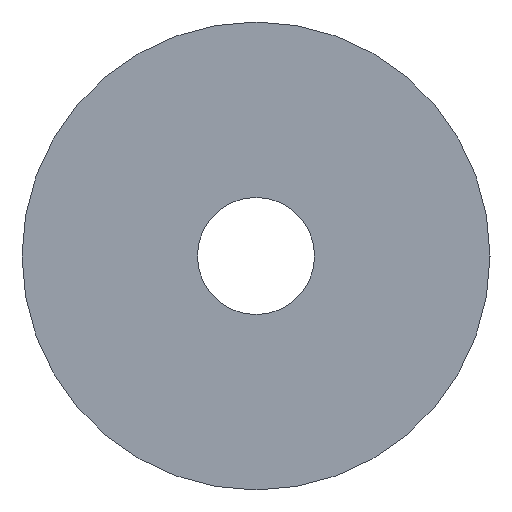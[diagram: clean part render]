
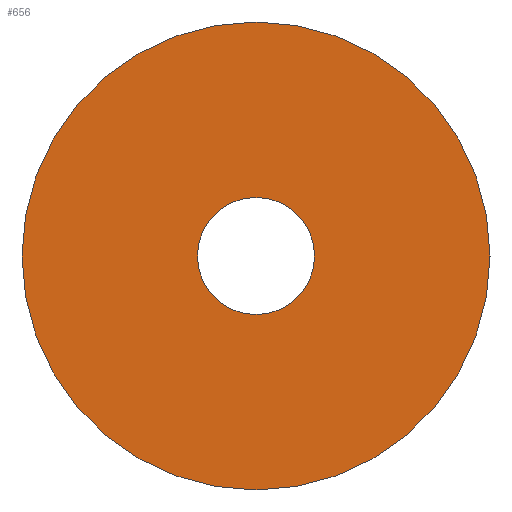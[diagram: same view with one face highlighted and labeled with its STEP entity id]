
A CAD part, left-side view. The second image highlights one B-rep face of the part: STEP entity #656.
In plain terms, the highlighted planar face has unit normal (-1, 0, 0).
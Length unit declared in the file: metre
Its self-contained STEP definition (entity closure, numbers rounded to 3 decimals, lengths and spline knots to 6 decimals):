
#3 = CIRCLE ( 'NONE', #652, 0.2 ) ;
#15 = DIRECTION ( 'NONE',  ( -1., 0., 0. ) ) ;
#23 = EDGE_LOOP ( 'NONE', ( #57, #225 ) ) ;
#54 = DIRECTION ( 'NONE',  ( -1., 0., 0. ) ) ;
#57 = ORIENTED_EDGE ( 'NONE', *, *, #581, .T. ) ;
#83 = AXIS2_PLACEMENT_3D ( 'NONE', #606, #199, #145 ) ;
#145 = DIRECTION ( 'NONE',  ( 0., 0., -1. ) ) ;
#149 = EDGE_CURVE ( 'NONE', #675, #412, #382, .T. ) ;
#188 = CARTESIAN_POINT ( 'NONE',  ( 0., 0., 0.2 ) ) ;
#199 = DIRECTION ( 'NONE',  ( 1., 0., 0. ) ) ;
#203 = EDGE_LOOP ( 'NONE', ( #488, #385 ) ) ;
#215 = CARTESIAN_POINT ( 'NONE',  ( 0., 0., 0. ) ) ;
#225 = ORIENTED_EDGE ( 'NONE', *, *, #645, .T. ) ;
#236 = DIRECTION ( 'NONE',  ( 1., 0., 0. ) ) ;
#293 = CARTESIAN_POINT ( 'NONE',  ( 0., 0., 0.05 ) ) ;
#325 = DIRECTION ( 'NONE',  ( 0., 0., 1. ) ) ;
#342 = EDGE_CURVE ( 'NONE', #412, #675, #360, .T. ) ;
#360 = CIRCLE ( 'NONE', #467, 0.05 ) ;
#372 = VERTEX_POINT ( 'NONE', #188 ) ;
#373 = AXIS2_PLACEMENT_3D ( 'NONE', #427, #54, #325 ) ;
#382 = CIRCLE ( 'NONE', #83, 0.05 ) ;
#385 = ORIENTED_EDGE ( 'NONE', *, *, #149, .T. ) ;
#408 = DIRECTION ( 'NONE',  ( 0., 0., -1. ) ) ;
#412 = VERTEX_POINT ( 'NONE', #293 ) ;
#427 = CARTESIAN_POINT ( 'NONE',  ( 0., 0., 0. ) ) ;
#437 = FACE_OUTER_BOUND ( 'NONE', #23, .T. ) ;
#448 = CIRCLE ( 'NONE', #373, 0.2 ) ;
#467 = AXIS2_PLACEMENT_3D ( 'NONE', #661, #236, #408 ) ;
#471 = VERTEX_POINT ( 'NONE', #633 ) ;
#488 = ORIENTED_EDGE ( 'NONE', *, *, #342, .T. ) ;
#524 = PLANE ( 'NONE',  #618 ) ;
#533 = DIRECTION ( 'NONE',  ( 0., 0., -1. ) ) ;
#546 = DIRECTION ( 'NONE',  ( 0., 0., 1. ) ) ;
#581 = EDGE_CURVE ( 'NONE', #372, #471, #3, .T. ) ;
#590 = CARTESIAN_POINT ( 'NONE',  ( 0., 0., 0. ) ) ;
#606 = CARTESIAN_POINT ( 'NONE',  ( 0., 0., 0. ) ) ;
#618 = AXIS2_PLACEMENT_3D ( 'NONE', #215, #641, #533 ) ;
#633 = CARTESIAN_POINT ( 'NONE',  ( 0., 0., -0.2 ) ) ;
#635 = CARTESIAN_POINT ( 'NONE',  ( 0., 0., -0.05 ) ) ;
#641 = DIRECTION ( 'NONE',  ( 1., 0., 0. ) ) ;
#645 = EDGE_CURVE ( 'NONE', #471, #372, #448, .T. ) ;
#652 = AXIS2_PLACEMENT_3D ( 'NONE', #590, #15, #546 ) ;
#656 = ADVANCED_FACE ( 'NONE', ( #684, #437 ), #524, .F. ) ;
#661 = CARTESIAN_POINT ( 'NONE',  ( 0., 0., 0. ) ) ;
#675 = VERTEX_POINT ( 'NONE', #635 ) ;
#684 = FACE_BOUND ( 'NONE', #203, .T. ) ;
